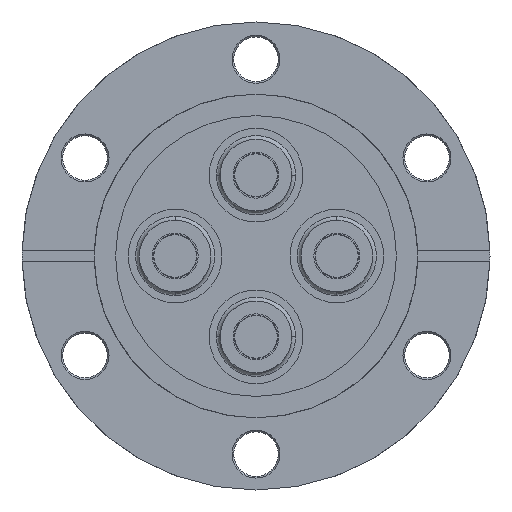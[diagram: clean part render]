
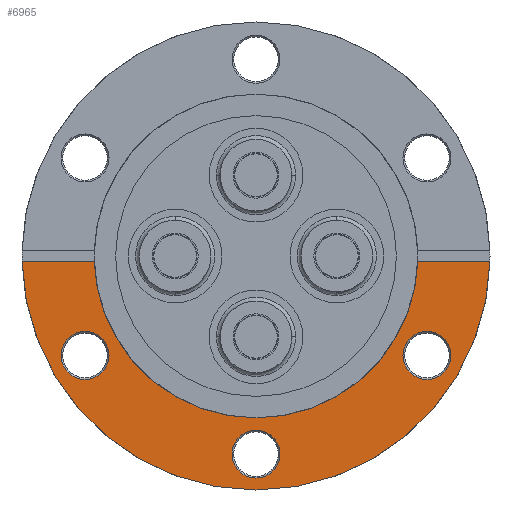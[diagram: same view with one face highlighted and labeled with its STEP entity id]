
A CAD part, front view. The second image highlights one B-rep face of the part: STEP entity #6965.
In plain terms, the highlighted planar face has unit normal (0, -1, 0).
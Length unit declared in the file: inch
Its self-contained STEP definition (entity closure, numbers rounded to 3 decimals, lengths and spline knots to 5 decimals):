
#1004 = EDGE_CURVE ( 'NONE', #3695, #3618, #1510, .T. ) ;
#1007 = EDGE_CURVE ( 'NONE', #3598, #3696, #1511, .T. ) ;
#1145 = VERTEX_POINT ( 'NONE', #5339 ) ;
#1149 = VERTEX_POINT ( 'NONE', #5345 ) ;
#1363 = VERTEX_POINT ( 'NONE', #5087 ) ;
#1364 = VERTEX_POINT ( 'NONE', #5088 ) ;
#1397 = EDGE_CURVE ( 'NONE', #1145, #1149, #1616, .T. ) ;
#1510 = CIRCLE ( 'NONE', #6448, 0.141 ) ;
#1511 = CIRCLE ( 'NONE', #6446, 0.141 ) ;
#1616 = CIRCLE ( 'NONE', #9034, 1.375 ) ;
#1707 = DIRECTION ( 'NONE',  ( -1., 0., 0. ) ) ;
#1708 = DIRECTION ( 'NONE',  ( 0., 1., 0. ) ) ;
#1709 = CARTESIAN_POINT ( 'NONE',  ( 1.00459, -0.5, -0.584 ) ) ;
#1714 = CARTESIAN_POINT ( 'NONE',  ( -1.00459, -0.5, -0.584 ) ) ;
#1715 = DIRECTION ( 'NONE',  ( 0., 1., 0. ) ) ;
#1844 = FACE_BOUND ( 'NONE', #5648, .T. ) ;
#1845 = FACE_OUTER_BOUND ( 'NONE', #5657, .T. ) ;
#1847 = FACE_BOUND ( 'NONE', #5645, .T. ) ;
#1851 = FACE_BOUND ( 'NONE', #5637, .T. ) ;
#2358 = CARTESIAN_POINT ( 'NONE',  ( 1.00459, -0.5, -0.584 ) ) ;
#2359 = DIRECTION ( 'NONE',  ( 0., 1., 0. ) ) ;
#2360 = DIRECTION ( 'NONE',  ( -1., 0., 0. ) ) ;
#2361 = CARTESIAN_POINT ( 'NONE',  ( -1.4058, -0.5, -0.031 ) ) ;
#2362 = DIRECTION ( 'NONE',  ( 1., 0., 0. ) ) ;
#2363 = CARTESIAN_POINT ( 'NONE',  ( 0., -0.5, -1.164 ) ) ;
#2364 = DIRECTION ( 'NONE',  ( 0., 1., 0. ) ) ;
#2365 = DIRECTION ( 'NONE',  ( -1., 0., 0. ) ) ;
#2366 = CARTESIAN_POINT ( 'NONE',  ( 1.40344, -0.5, -0.031 ) ) ;
#2367 = CARTESIAN_POINT ( 'NONE',  ( -1.00459, -0.5, -0.584 ) ) ;
#2368 = DIRECTION ( 'NONE',  ( 0., 1., 0. ) ) ;
#2369 = DIRECTION ( 'NONE',  ( -1., 0., 0. ) ) ;
#2370 = DIRECTION ( 'NONE',  ( 1., 0., 0. ) ) ;
#2371 = CARTESIAN_POINT ( 'NONE',  ( 0., -0.5, 0. ) ) ;
#2372 = DIRECTION ( 'NONE',  ( 0., -1., 0. ) ) ;
#2373 = DIRECTION ( 'NONE',  ( -1., 0., 0. ) ) ;
#2561 = CARTESIAN_POINT ( 'NONE',  ( -1.14559, -0.5, -0.584 ) ) ;
#2581 = CARTESIAN_POINT ( 'NONE',  ( 1.14559, -0.5, -0.584 ) ) ;
#3187 = CIRCLE ( 'NONE', #4062, 0.141 ) ;
#3598 = VERTEX_POINT ( 'NONE', #2561 ) ;
#3618 = VERTEX_POINT ( 'NONE', #2581 ) ;
#3685 = VERTEX_POINT ( 'NONE', #8763 ) ;
#3695 = VERTEX_POINT ( 'NONE', #8780 ) ;
#3696 = VERTEX_POINT ( 'NONE', #8782 ) ;
#3910 = CARTESIAN_POINT ( 'NONE',  ( 0., -0.5, -1.164 ) ) ;
#3911 = DIRECTION ( 'NONE',  ( 0., 1., 0. ) ) ;
#3912 = DIRECTION ( 'NONE',  ( -1., 0., 0. ) ) ;
#3988 = AXIS2_PLACEMENT_3D ( 'NONE', #6674, #6670, #6677 ) ;
#4062 = AXIS2_PLACEMENT_3D ( 'NONE', #3910, #3911, #3912 ) ;
#4469 = VERTEX_POINT ( 'NONE', #8820 ) ;
#4850 = AXIS2_PLACEMENT_3D ( 'NONE', #2358, #2359, #2360 ) ;
#4851 = AXIS2_PLACEMENT_3D ( 'NONE', #2363, #2364, #2365 ) ;
#4852 = AXIS2_PLACEMENT_3D ( 'NONE', #2367, #2368, #2369 ) ;
#4853 = AXIS2_PLACEMENT_3D ( 'NONE', #2371, #2372, #2373 ) ;
#5087 = CARTESIAN_POINT ( 'NONE',  ( 0.95049, -0.5, -0.031 ) ) ;
#5088 = CARTESIAN_POINT ( 'NONE',  ( -0.95049, -0.5, -0.031 ) ) ;
#5103 = CARTESIAN_POINT ( 'NONE',  ( 0., -0.5, 0. ) ) ;
#5104 = DIRECTION ( 'NONE',  ( 0., -1., 0. ) ) ;
#5105 = DIRECTION ( 'NONE',  ( -1., 0., 0. ) ) ;
#5339 = CARTESIAN_POINT ( 'NONE',  ( -1.37465, -0.5, -0.031 ) ) ;
#5345 = CARTESIAN_POINT ( 'NONE',  ( 1.37465, -0.5, -0.031 ) ) ;
#5637 = EDGE_LOOP ( 'NONE', ( #10152, #10116 ) ) ;
#5645 = EDGE_LOOP ( 'NONE', ( #10129, #10114 ) ) ;
#5648 = EDGE_LOOP ( 'NONE', ( #10165, #10102 ) ) ;
#5657 = EDGE_LOOP ( 'NONE', ( #10164, #10150, #10153, #10151 ) ) ;
#6446 = AXIS2_PLACEMENT_3D ( 'NONE', #1714, #1715, #10062 ) ;
#6448 = AXIS2_PLACEMENT_3D ( 'NONE', #1709, #1708, #1707 ) ;
#6670 = DIRECTION ( 'NONE',  ( 0., -1., 0. ) ) ;
#6674 = CARTESIAN_POINT ( 'NONE',  ( 0., -0.5, 0. ) ) ;
#6676 = PLANE ( 'NONE',  #3988 ) ;
#6677 = DIRECTION ( 'NONE',  ( -1., 0., 0. ) ) ;
#6965 = ADVANCED_FACE ( 'NONE', ( #1847, #1851, #1844, #1845 ), #6676, .T. ) ;
#7204 = EDGE_CURVE ( 'NONE', #4469, #3685, #3187, .T. ) ;
#8032 = EDGE_CURVE ( 'NONE', #3618, #3695, #9322, .T. ) ;
#8033 = EDGE_CURVE ( 'NONE', #3685, #4469, #9323, .T. ) ;
#8034 = EDGE_CURVE ( 'NONE', #3696, #3598, #9324, .T. ) ;
#8035 = EDGE_CURVE ( 'NONE', #1145, #1364, #9325, .T. ) ;
#8036 = EDGE_CURVE ( 'NONE', #1363, #1149, #9315, .T. ) ;
#8037 = EDGE_CURVE ( 'NONE', #1364, #1363, #9326, .T. ) ;
#8763 = CARTESIAN_POINT ( 'NONE',  ( 0.141, -0.5, -1.164 ) ) ;
#8780 = CARTESIAN_POINT ( 'NONE',  ( 0.86359, -0.5, -0.584 ) ) ;
#8782 = CARTESIAN_POINT ( 'NONE',  ( -0.86359, -0.5, -0.584 ) ) ;
#8820 = CARTESIAN_POINT ( 'NONE',  ( -0.141, -0.5, -1.164 ) ) ;
#9034 = AXIS2_PLACEMENT_3D ( 'NONE', #5103, #5104, #5105 ) ;
#9315 = LINE ( 'NONE', #2366, #9329 ) ;
#9322 = CIRCLE ( 'NONE', #4850, 0.141 ) ;
#9323 = CIRCLE ( 'NONE', #4851, 0.141 ) ;
#9324 = CIRCLE ( 'NONE', #4852, 0.141 ) ;
#9325 = LINE ( 'NONE', #2361, #9327 ) ;
#9326 = CIRCLE ( 'NONE', #4853, 0.951 ) ;
#9327 = VECTOR ( 'NONE', #2362, 39.37008 ) ;
#9329 = VECTOR ( 'NONE', #2370, 39.37008 ) ;
#10062 = DIRECTION ( 'NONE',  ( -1., 0., 0. ) ) ;
#10102 = ORIENTED_EDGE ( 'NONE', *, *, #8034, .T. ) ;
#10114 = ORIENTED_EDGE ( 'NONE', *, *, #8032, .T. ) ;
#10116 = ORIENTED_EDGE ( 'NONE', *, *, #8033, .T. ) ;
#10129 = ORIENTED_EDGE ( 'NONE', *, *, #1004, .T. ) ;
#10150 = ORIENTED_EDGE ( 'NONE', *, *, #1397, .T. ) ;
#10151 = ORIENTED_EDGE ( 'NONE', *, *, #8037, .F. ) ;
#10152 = ORIENTED_EDGE ( 'NONE', *, *, #7204, .T. ) ;
#10153 = ORIENTED_EDGE ( 'NONE', *, *, #8036, .F. ) ;
#10164 = ORIENTED_EDGE ( 'NONE', *, *, #8035, .F. ) ;
#10165 = ORIENTED_EDGE ( 'NONE', *, *, #1007, .T. ) ;
